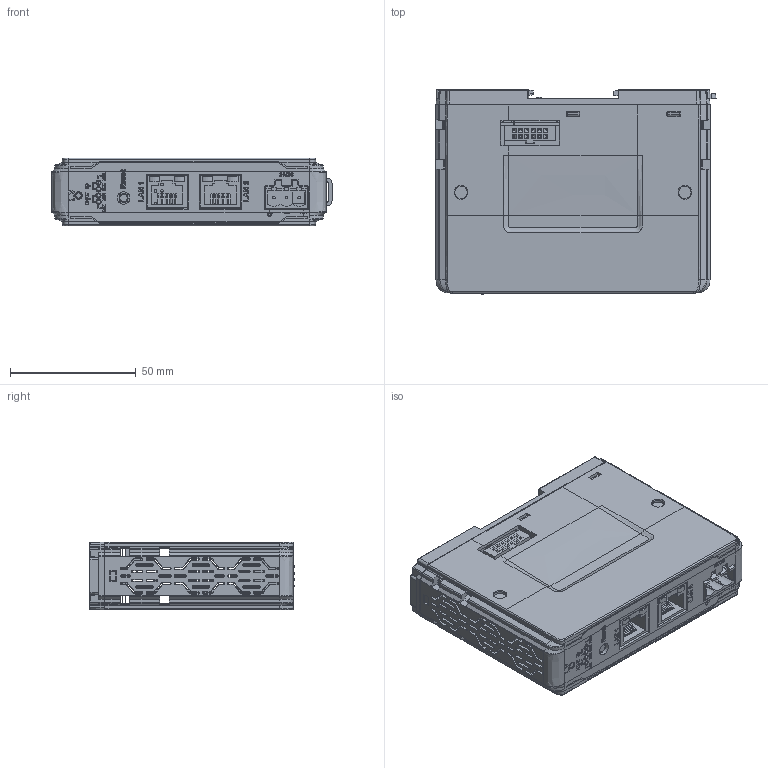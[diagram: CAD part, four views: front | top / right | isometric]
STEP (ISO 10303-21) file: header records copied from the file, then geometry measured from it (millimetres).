
FILE_DESCRIPTION (( 'STEP AP214' ), '1' );
FILE_NAME ('iR-ETN_221006.STEP', '2022-11-08T01:44:08', ( '' ), ( '' ), 'SwSTEP 2.0', 'SolidWorks 2019', '' );
FILE_SCHEMA (( 'AUTOMOTIVE_DESIGN' ));
Length unit declared in the file: millimetre
Products named in the file (1): iR-ETN_221006
Bounding box: 111.4 x 81.42 x 27 mm (x, y, z)
Surface area: 70867.9 mm2 (no closed solid volume)
Topology: 0 solids, 35 shells, 1586 faces, 6311 edges, 4711 vertices
Faces by surface type: plane 985, cone 306, cylinder 179, bspline 78, torus 35, sphere 3
Full cylindrical faces by diameter (mm): 0.5 x16, 1 x3
Entity records: 90421 total; most frequent: CARTESIAN_POINT 23391, ORIENTED_EDGE 10050, DIRECTION 9056, EDGE_CURVE 6241, VERTEX_POINT 4687, LINE 4266, VECTOR 4266, AXIS2_PLACEMENT_3D 2395
